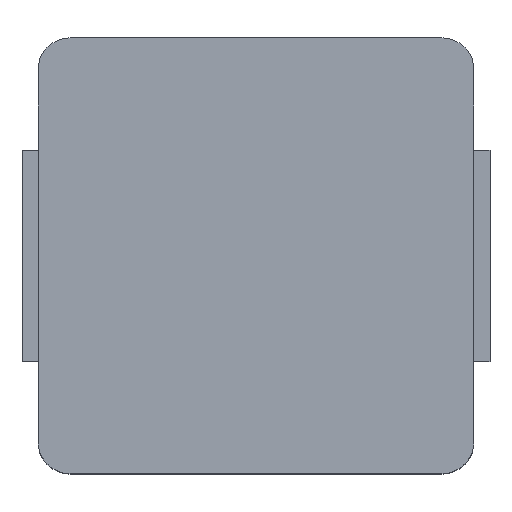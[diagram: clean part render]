
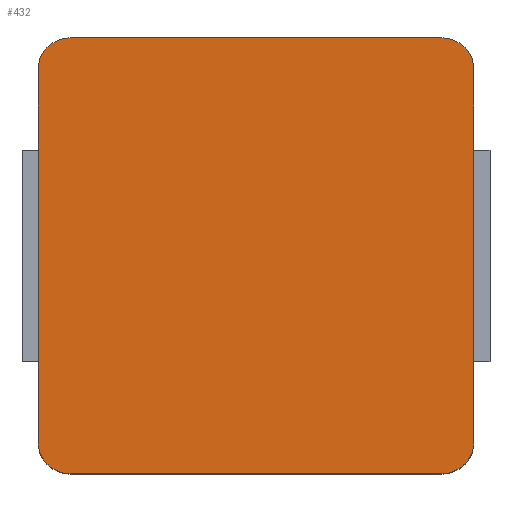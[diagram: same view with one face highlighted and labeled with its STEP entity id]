
A CAD part, top view. The second image highlights one B-rep face of the part: STEP entity #432.
In plain terms, the highlighted planar face has unit normal (0, 0, 1).
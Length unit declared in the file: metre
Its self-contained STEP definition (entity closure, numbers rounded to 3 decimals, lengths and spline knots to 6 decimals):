
#33=CIRCLE('',#538,0.0005);
#34=CIRCLE('',#541,0.0005);
#35=CIRCLE('',#543,0.0005);
#36=CIRCLE('',#546,0.0005);
#93=ORIENTED_EDGE('',*,*,#182,.F.);
#94=ORIENTED_EDGE('',*,*,#186,.T.);
#95=ORIENTED_EDGE('',*,*,#188,.F.);
#96=ORIENTED_EDGE('',*,*,#189,.T.);
#97=ORIENTED_EDGE('',*,*,#175,.T.);
#98=ORIENTED_EDGE('',*,*,#191,.T.);
#99=ORIENTED_EDGE('',*,*,#193,.T.);
#100=ORIENTED_EDGE('',*,*,#194,.T.);
#175=EDGE_CURVE('',#235,#234,#271,.T.);
#182=EDGE_CURVE('',#239,#240,#278,.T.);
#186=EDGE_CURVE('',#239,#241,#33,.T.);
#188=EDGE_CURVE('',#242,#241,#283,.T.);
#189=EDGE_CURVE('',#242,#235,#34,.T.);
#191=EDGE_CURVE('',#234,#243,#35,.T.);
#193=EDGE_CURVE('',#243,#244,#286,.T.);
#194=EDGE_CURVE('',#244,#240,#36,.T.);
#234=VERTEX_POINT('',#712);
#235=VERTEX_POINT('',#714);
#239=VERTEX_POINT('',#725);
#240=VERTEX_POINT('',#727);
#241=VERTEX_POINT('',#732);
#242=VERTEX_POINT('',#736);
#243=VERTEX_POINT('',#742);
#244=VERTEX_POINT('',#746);
#271=LINE('',#713,#323);
#278=LINE('',#726,#330);
#283=LINE('',#737,#335);
#286=LINE('',#747,#338);
#323=VECTOR('',#588,1.);
#330=VECTOR('',#597,1.);
#335=VECTOR('',#608,1.);
#338=VECTOR('',#621,1.);
#370=EDGE_LOOP('',(#93,#94,#95,#96,#97,#98,#99,#100));
#392=FACE_BOUND('',#370,.T.);
#410=PLANE('',#547);
#432=ADVANCED_FACE('',(#392),#410,.T.);
#538=AXIS2_PLACEMENT_3D('',#733,#603,#604);
#541=AXIS2_PLACEMENT_3D('',#739,#611,#612);
#543=AXIS2_PLACEMENT_3D('',#743,#616,#617);
#546=AXIS2_PLACEMENT_3D('',#749,#624,#625);
#547=AXIS2_PLACEMENT_3D('',#750,#626,#627);
#588=DIRECTION('',(0.,1.,0.));
#597=DIRECTION('',(0.,1.,0.));
#603=DIRECTION('',(0.,0.,1.));
#604=DIRECTION('',(1.,0.,0.));
#608=DIRECTION('',(-1.,0.,0.));
#611=DIRECTION('',(0.,0.,1.));
#612=DIRECTION('',(1.,0.,0.));
#616=DIRECTION('',(0.,0.,1.));
#617=DIRECTION('',(1.,0.,0.));
#621=DIRECTION('',(-1.,0.,0.));
#624=DIRECTION('',(0.,0.,1.));
#625=DIRECTION('',(1.,0.,0.));
#626=DIRECTION('',(0.,0.,1.));
#627=DIRECTION('',(1.,0.,0.));
#712=CARTESIAN_POINT('',(0.0034,0.0029,0.003));
#713=CARTESIAN_POINT('',(0.0034,0.,0.003));
#714=CARTESIAN_POINT('',(0.0034,-0.0029,0.003));
#725=CARTESIAN_POINT('',(-0.0034,-0.0029,0.003));
#726=CARTESIAN_POINT('',(-0.0034,0.,0.003));
#727=CARTESIAN_POINT('',(-0.0034,0.0029,0.003));
#732=CARTESIAN_POINT('',(-0.0029,-0.0034,0.003));
#733=CARTESIAN_POINT('',(-0.0029,-0.0029,0.003));
#736=CARTESIAN_POINT('',(0.0029,-0.0034,0.003));
#737=CARTESIAN_POINT('',(0.,-0.0034,0.003));
#739=CARTESIAN_POINT('',(0.0029,-0.0029,0.003));
#742=CARTESIAN_POINT('',(0.0029,0.0034,0.003));
#743=CARTESIAN_POINT('',(0.0029,0.0029,0.003));
#746=CARTESIAN_POINT('',(-0.0029,0.0034,0.003));
#747=CARTESIAN_POINT('',(0.,0.0034,0.003));
#749=CARTESIAN_POINT('',(-0.0029,0.0029,0.003));
#750=CARTESIAN_POINT('',(0.,0.,0.003));
